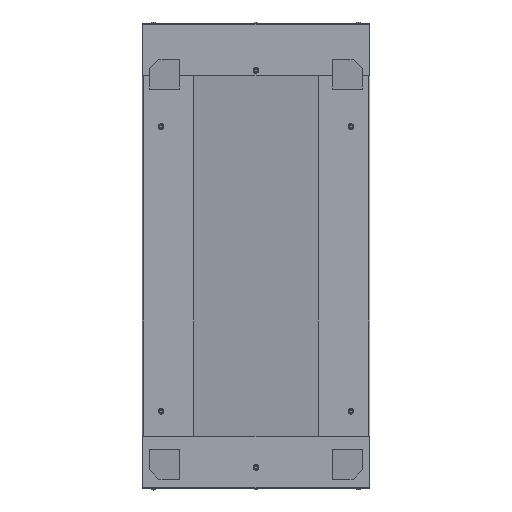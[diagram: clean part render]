
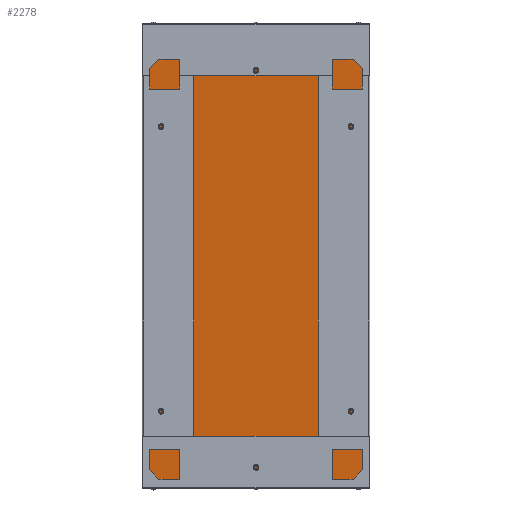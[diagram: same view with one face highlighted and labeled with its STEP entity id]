
A CAD part, front view. The second image highlights one B-rep face of the part: STEP entity #2278.
In plain terms, the highlighted planar face has unit normal (0, -0.994, -0.11).
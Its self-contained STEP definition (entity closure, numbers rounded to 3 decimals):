
#217 = CARTESIAN_POINT ( 'NONE',  ( 218., 118.759, -897.89 ) ) ;
#328 = CARTESIAN_POINT ( 'NONE',  ( 218., 118.759, -897.89 ) ) ;
#364 = PLANE ( 'NONE',  #3027 ) ;
#606 = VECTOR ( 'NONE', #3408, 1000. ) ;
#796 = EDGE_CURVE ( 'NONE', #2628, #4283, #5395, .T. ) ;
#836 = ORIENTED_EDGE ( 'NONE', *, *, #1060, .F. ) ;
#856 = FACE_OUTER_BOUND ( 'NONE', #2911, .T. ) ;
#875 = ORIENTED_EDGE ( 'NONE', *, *, #796, .T. ) ;
#1008 = DIRECTION ( 'NONE',  ( 0., 0.11, -0.994 ) ) ;
#1060 = EDGE_CURVE ( 'NONE', #3092, #2903, #3347, .T. ) ;
#1189 = CARTESIAN_POINT ( 'NONE',  ( 218., 19.204, -1.89 ) ) ;
#2118 = DIRECTION ( 'NONE',  ( -1., 0., 0. ) ) ;
#2278 = ADVANCED_FACE ( 'NONE', ( #856 ), #364, .T. ) ;
#2372 = CARTESIAN_POINT ( 'NONE',  ( 218., 119.006, -900.11 ) ) ;
#2402 = CARTESIAN_POINT ( 'NONE',  ( -218., 118.759, -897.89 ) ) ;
#2628 = VERTEX_POINT ( 'NONE', #217 ) ;
#2903 = VERTEX_POINT ( 'NONE', #5556 ) ;
#2911 = EDGE_LOOP ( 'NONE', ( #836, #4084, #875, #3392 ) ) ;
#3027 = AXIS2_PLACEMENT_3D ( 'NONE', #2372, #6377, #1008 ) ;
#3028 = VECTOR ( 'NONE', #3321, 1000. ) ;
#3092 = VERTEX_POINT ( 'NONE', #2402 ) ;
#3305 = CARTESIAN_POINT ( 'NONE',  ( 218., 19.204, -1.89 ) ) ;
#3308 = LINE ( 'NONE', #328, #5886 ) ;
#3321 = DIRECTION ( 'NONE',  ( 0., -0.11, 0.994 ) ) ;
#3347 = LINE ( 'NONE', #6440, #606 ) ;
#3392 = ORIENTED_EDGE ( 'NONE', *, *, #3592, .T. ) ;
#3408 = DIRECTION ( 'NONE',  ( 0., -0.11, 0.994 ) ) ;
#3592 = EDGE_CURVE ( 'NONE', #4283, #2903, #5350, .T. ) ;
#3640 = VECTOR ( 'NONE', #6341, 1000. ) ;
#4084 = ORIENTED_EDGE ( 'NONE', *, *, #6015, .F. ) ;
#4283 = VERTEX_POINT ( 'NONE', #1189 ) ;
#5350 = LINE ( 'NONE', #3305, #3640 ) ;
#5395 = LINE ( 'NONE', #5459, #3028 ) ;
#5459 = CARTESIAN_POINT ( 'NONE',  ( 218., 119.006, -900.11 ) ) ;
#5556 = CARTESIAN_POINT ( 'NONE',  ( -218., 19.204, -1.89 ) ) ;
#5886 = VECTOR ( 'NONE', #2118, 1000. ) ;
#6015 = EDGE_CURVE ( 'NONE', #2628, #3092, #3308, .T. ) ;
#6341 = DIRECTION ( 'NONE',  ( -1., 0., 0. ) ) ;
#6377 = DIRECTION ( 'NONE',  ( 0., -0.994, -0.11 ) ) ;
#6440 = CARTESIAN_POINT ( 'NONE',  ( -218., 119.006, -900.11 ) ) ;
